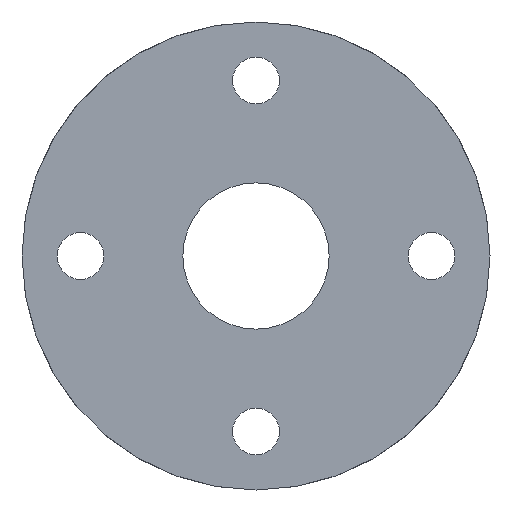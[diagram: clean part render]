
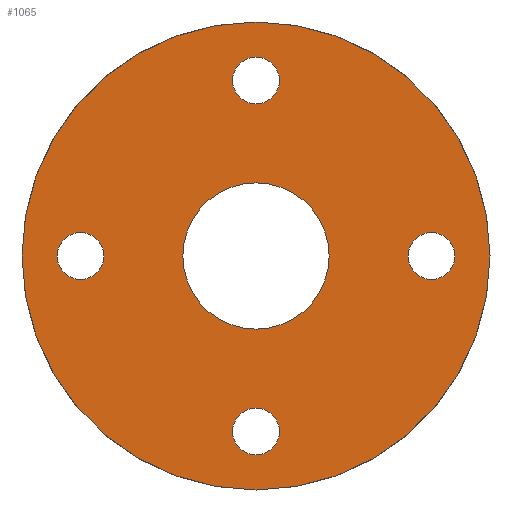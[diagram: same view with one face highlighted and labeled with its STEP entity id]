
A CAD part, front view. The second image highlights one B-rep face of the part: STEP entity #1065.
In plain terms, the highlighted planar face has unit normal (0, -1, 0).
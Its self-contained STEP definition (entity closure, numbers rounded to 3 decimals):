
#22 = EDGE_CURVE ( 'NONE', #960, #654, #1020, .T. ) ;
#25 = AXIS2_PLACEMENT_3D ( 'NONE', #1179, #1447, #1186 ) ;
#26 = DIRECTION ( 'NONE',  ( 0., 0., 1. ) ) ;
#27 = AXIS2_PLACEMENT_3D ( 'NONE', #1172, #1044, #118 ) ;
#30 = EDGE_CURVE ( 'NONE', #654, #960, #76, .T. ) ;
#32 = CARTESIAN_POINT ( 'NONE',  ( 0., 0., 26. ) ) ;
#42 = DIRECTION ( 'NONE',  ( 0., 1., 0. ) ) ;
#76 = CIRCLE ( 'NONE', #1449, 4. ) ;
#99 = CIRCLE ( 'NONE', #1334, 4. ) ;
#108 = CIRCLE ( 'NONE', #25, 4. ) ;
#109 = CARTESIAN_POINT ( 'NONE',  ( -30., 0., -4. ) ) ;
#116 = EDGE_CURVE ( 'NONE', #555, #627, #194, .T. ) ;
#117 = CARTESIAN_POINT ( 'NONE',  ( 30., 0., 0. ) ) ;
#118 = DIRECTION ( 'NONE',  ( 0., 0., 1. ) ) ;
#135 = DIRECTION ( 'NONE',  ( 0., 1., 0. ) ) ;
#141 = FACE_OUTER_BOUND ( 'NONE', #1488, .T. ) ;
#146 = CIRCLE ( 'NONE', #875, 12.5 ) ;
#184 = ORIENTED_EDGE ( 'NONE', *, *, #1305, .T. ) ;
#189 = DIRECTION ( 'NONE',  ( 0., 0., 1. ) ) ;
#191 = EDGE_CURVE ( 'NONE', #627, #555, #848, .T. ) ;
#194 = CIRCLE ( 'NONE', #1126, 40. ) ;
#225 = CARTESIAN_POINT ( 'NONE',  ( 0., 0., 34. ) ) ;
#262 = VERTEX_POINT ( 'NONE', #225 ) ;
#269 = CARTESIAN_POINT ( 'NONE',  ( 0., 0., 0. ) ) ;
#282 = CIRCLE ( 'NONE', #359, 12.5 ) ;
#295 = CARTESIAN_POINT ( 'NONE',  ( 0., 0., 0. ) ) ;
#329 = CARTESIAN_POINT ( 'NONE',  ( 0., 0., -40. ) ) ;
#340 = DIRECTION ( 'NONE',  ( 0., 0., 1. ) ) ;
#352 = EDGE_CURVE ( 'NONE', #1557, #357, #282, .T. ) ;
#357 = VERTEX_POINT ( 'NONE', #776 ) ;
#359 = AXIS2_PLACEMENT_3D ( 'NONE', #379, #637, #1552 ) ;
#365 = CIRCLE ( 'NONE', #1513, 4. ) ;
#373 = FACE_BOUND ( 'NONE', #1193, .T. ) ;
#379 = CARTESIAN_POINT ( 'NONE',  ( 0., 0., 0. ) ) ;
#380 = DIRECTION ( 'NONE',  ( 0., 0., 1. ) ) ;
#395 = EDGE_LOOP ( 'NONE', ( #835, #184 ) ) ;
#396 = CARTESIAN_POINT ( 'NONE',  ( 0., 0., -30. ) ) ;
#433 = CARTESIAN_POINT ( 'NONE',  ( 0., 0., 40. ) ) ;
#474 = ORIENTED_EDGE ( 'NONE', *, *, #492, .T. ) ;
#482 = DIRECTION ( 'NONE',  ( 0., 1., 0. ) ) ;
#492 = EDGE_CURVE ( 'NONE', #1072, #1643, #108, .T. ) ;
#527 = AXIS2_PLACEMENT_3D ( 'NONE', #117, #1545, #380 ) ;
#555 = VERTEX_POINT ( 'NONE', #433 ) ;
#562 = CARTESIAN_POINT ( 'NONE',  ( 0., 0., -34. ) ) ;
#584 = CARTESIAN_POINT ( 'NONE',  ( -30., 0., 4. ) ) ;
#599 = ORIENTED_EDGE ( 'NONE', *, *, #116, .F. ) ;
#606 = ORIENTED_EDGE ( 'NONE', *, *, #352, .T. ) ;
#627 = VERTEX_POINT ( 'NONE', #329 ) ;
#631 = CARTESIAN_POINT ( 'NONE',  ( 0., 0., -26. ) ) ;
#637 = DIRECTION ( 'NONE',  ( 0., 1., 0. ) ) ;
#640 = CARTESIAN_POINT ( 'NONE',  ( 0., 0., 30. ) ) ;
#642 = ORIENTED_EDGE ( 'NONE', *, *, #750, .T. ) ;
#650 = DIRECTION ( 'NONE',  ( 0., 0., 1. ) ) ;
#654 = VERTEX_POINT ( 'NONE', #584 ) ;
#658 = FACE_BOUND ( 'NONE', #1164, .T. ) ;
#659 = CIRCLE ( 'NONE', #736, 4. ) ;
#714 = DIRECTION ( 'NONE',  ( 0., 1., 0. ) ) ;
#736 = AXIS2_PLACEMENT_3D ( 'NONE', #1625, #714, #340 ) ;
#750 = EDGE_CURVE ( 'NONE', #1643, #1072, #365, .T. ) ;
#755 = CARTESIAN_POINT ( 'NONE',  ( 30., 0., -4. ) ) ;
#761 = FACE_BOUND ( 'NONE', #1435, .T. ) ;
#773 = VERTEX_POINT ( 'NONE', #755 ) ;
#776 = CARTESIAN_POINT ( 'NONE',  ( 0., 0., -12.5 ) ) ;
#779 = DIRECTION ( 'NONE',  ( 0., 1., 0. ) ) ;
#786 = FACE_BOUND ( 'NONE', #395, .T. ) ;
#835 = ORIENTED_EDGE ( 'NONE', *, *, #999, .T. ) ;
#848 = CIRCLE ( 'NONE', #1349, 40. ) ;
#860 = DIRECTION ( 'NONE',  ( 0., 1., 0. ) ) ;
#874 = DIRECTION ( 'NONE',  ( 0., 1., 0. ) ) ;
#875 = AXIS2_PLACEMENT_3D ( 'NONE', #295, #1445, #26 ) ;
#886 = EDGE_CURVE ( 'NONE', #357, #1557, #146, .T. ) ;
#923 = ORIENTED_EDGE ( 'NONE', *, *, #886, .T. ) ;
#933 = AXIS2_PLACEMENT_3D ( 'NONE', #1244, #860, #1491 ) ;
#960 = VERTEX_POINT ( 'NONE', #109 ) ;
#994 = DIRECTION ( 'NONE',  ( 0., 1., 0. ) ) ;
#999 = EDGE_CURVE ( 'NONE', #1666, #262, #99, .T. ) ;
#1009 = ORIENTED_EDGE ( 'NONE', *, *, #30, .T. ) ;
#1020 = CIRCLE ( 'NONE', #1230, 4. ) ;
#1044 = DIRECTION ( 'NONE',  ( 0., 1., 0. ) ) ;
#1065 = ADVANCED_FACE ( 'NONE', ( #373, #1390, #786, #761, #141, #658 ), #1270, .F. ) ;
#1072 = VERTEX_POINT ( 'NONE', #631 ) ;
#1086 = CIRCLE ( 'NONE', #933, 4. ) ;
#1126 = AXIS2_PLACEMENT_3D ( 'NONE', #269, #42, #650 ) ;
#1164 = EDGE_LOOP ( 'NONE', ( #923, #606 ) ) ;
#1172 = CARTESIAN_POINT ( 'NONE',  ( 0., 0., 0. ) ) ;
#1179 = CARTESIAN_POINT ( 'NONE',  ( 0., 0., -30. ) ) ;
#1180 = CARTESIAN_POINT ( 'NONE',  ( 30., 0., 4. ) ) ;
#1186 = DIRECTION ( 'NONE',  ( 0., 0., 1. ) ) ;
#1193 = EDGE_LOOP ( 'NONE', ( #642, #474 ) ) ;
#1230 = AXIS2_PLACEMENT_3D ( 'NONE', #1628, #482, #1261 ) ;
#1242 = CARTESIAN_POINT ( 'NONE',  ( 0., 0., 0. ) ) ;
#1244 = CARTESIAN_POINT ( 'NONE',  ( 30., 0., 0. ) ) ;
#1245 = CARTESIAN_POINT ( 'NONE',  ( -30., 0., 0. ) ) ;
#1261 = DIRECTION ( 'NONE',  ( 0., 0., 1. ) ) ;
#1270 = PLANE ( 'NONE',  #27 ) ;
#1282 = EDGE_CURVE ( 'NONE', #1563, #773, #1086, .T. ) ;
#1303 = ORIENTED_EDGE ( 'NONE', *, *, #22, .T. ) ;
#1305 = EDGE_CURVE ( 'NONE', #262, #1666, #659, .T. ) ;
#1334 = AXIS2_PLACEMENT_3D ( 'NONE', #640, #779, #1412 ) ;
#1349 = AXIS2_PLACEMENT_3D ( 'NONE', #1242, #874, #189 ) ;
#1354 = CIRCLE ( 'NONE', #527, 4. ) ;
#1379 = ORIENTED_EDGE ( 'NONE', *, *, #1282, .T. ) ;
#1390 = FACE_BOUND ( 'NONE', #1506, .T. ) ;
#1397 = DIRECTION ( 'NONE',  ( 0., 0., 1. ) ) ;
#1412 = DIRECTION ( 'NONE',  ( 0., 0., 1. ) ) ;
#1435 = EDGE_LOOP ( 'NONE', ( #1303, #1009 ) ) ;
#1440 = CARTESIAN_POINT ( 'NONE',  ( 0., 0., 12.5 ) ) ;
#1445 = DIRECTION ( 'NONE',  ( 0., 1., 0. ) ) ;
#1447 = DIRECTION ( 'NONE',  ( 0., 1., 0. ) ) ;
#1449 = AXIS2_PLACEMENT_3D ( 'NONE', #1245, #994, #1635 ) ;
#1488 = EDGE_LOOP ( 'NONE', ( #1493, #599 ) ) ;
#1491 = DIRECTION ( 'NONE',  ( 0., 0., 1. ) ) ;
#1493 = ORIENTED_EDGE ( 'NONE', *, *, #191, .F. ) ;
#1505 = EDGE_CURVE ( 'NONE', #773, #1563, #1354, .T. ) ;
#1506 = EDGE_LOOP ( 'NONE', ( #1524, #1379 ) ) ;
#1513 = AXIS2_PLACEMENT_3D ( 'NONE', #396, #135, #1397 ) ;
#1524 = ORIENTED_EDGE ( 'NONE', *, *, #1505, .T. ) ;
#1545 = DIRECTION ( 'NONE',  ( 0., 1., 0. ) ) ;
#1552 = DIRECTION ( 'NONE',  ( 0., 0., 1. ) ) ;
#1557 = VERTEX_POINT ( 'NONE', #1440 ) ;
#1563 = VERTEX_POINT ( 'NONE', #1180 ) ;
#1625 = CARTESIAN_POINT ( 'NONE',  ( 0., 0., 30. ) ) ;
#1628 = CARTESIAN_POINT ( 'NONE',  ( -30., 0., 0. ) ) ;
#1635 = DIRECTION ( 'NONE',  ( 0., 0., 1. ) ) ;
#1643 = VERTEX_POINT ( 'NONE', #562 ) ;
#1666 = VERTEX_POINT ( 'NONE', #32 ) ;
